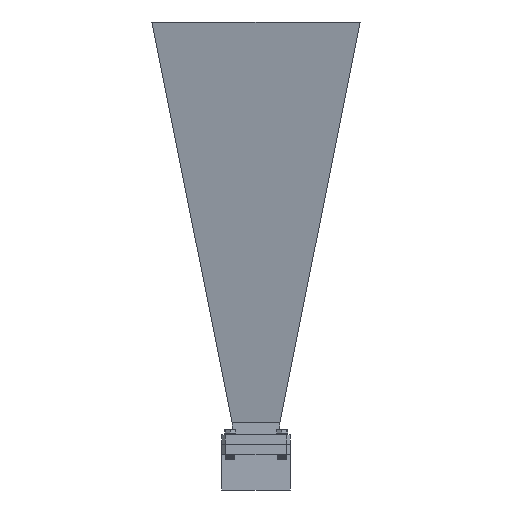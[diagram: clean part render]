
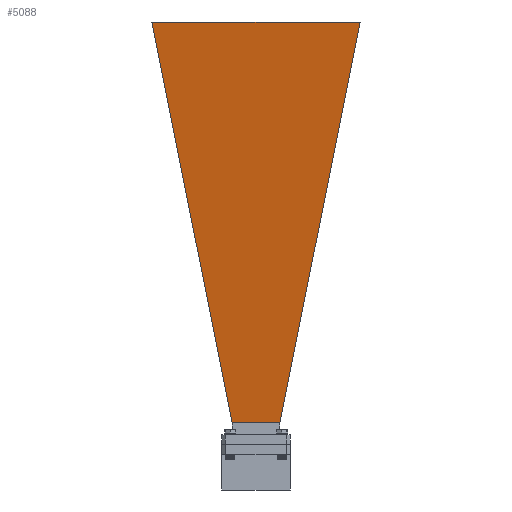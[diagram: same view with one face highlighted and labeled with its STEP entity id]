
A CAD part, front view. The second image highlights one B-rep face of the part: STEP entity #5088.
In plain terms, the highlighted face is planar.
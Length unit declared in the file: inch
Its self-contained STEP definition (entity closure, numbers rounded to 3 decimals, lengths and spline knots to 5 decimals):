
#1000 = DIRECTION ( 'NONE',  ( -0.159, 0., 0.987 ) ) ;
#1517 = VECTOR ( 'NONE', #9818, 39.37008 ) ;
#1565 = CARTESIAN_POINT ( 'NONE',  ( -0.33366, 0.58908, 1.9622 ) ) ;
#1914 = ORIENTED_EDGE ( 'NONE', *, *, #1929, .T. ) ;
#1929 = EDGE_CURVE ( 'NONE', #5829, #2695, #9649, .T. ) ;
#2303 = VECTOR ( 'NONE', #12675, 39.37008 ) ;
#2695 = VERTEX_POINT ( 'NONE', #10962 ) ;
#3122 = LINE ( 'NONE', #6627, #8264 ) ;
#3142 = PLANE ( 'NONE',  #8521 ) ;
#3190 = CARTESIAN_POINT ( 'NONE',  ( -1.93018, -2.5744, 11.86327 ) ) ;
#3625 = ORIENTED_EDGE ( 'NONE', *, *, #8831, .F. ) ;
#3655 = LINE ( 'NONE', #5968, #2303 ) ;
#3664 = EDGE_CURVE ( 'NONE', #5527, #7538, #3655, .T. ) ;
#4062 = CARTESIAN_POINT ( 'NONE',  ( -1.93018, -2.5744, 11.86327 ) ) ;
#4263 = FACE_OUTER_BOUND ( 'NONE', #13362, .T. ) ;
#5088 = ADVANCED_FACE ( 'NONE', ( #4263 ), #3142, .T. ) ;
#5527 = VERTEX_POINT ( 'NONE', #6481 ) ;
#5829 = VERTEX_POINT ( 'NONE', #1565 ) ;
#5968 = CARTESIAN_POINT ( 'NONE',  ( -1.93018, 0., 11.86327 ) ) ;
#6481 = CARTESIAN_POINT ( 'NONE',  ( -1.93018, 2.5744, 11.86327 ) ) ;
#6627 = CARTESIAN_POINT ( 'NONE',  ( -0.33366, 0.58908, 1.9622 ) ) ;
#7034 = VECTOR ( 'NONE', #9504, 39.37008 ) ;
#7538 = VERTEX_POINT ( 'NONE', #3190 ) ;
#7662 = DIRECTION ( 'NONE',  ( -0.156, 0.194, 0.968 ) ) ;
#7685 = DIRECTION ( 'NONE',  ( -0.987, 0., -0.159 ) ) ;
#8264 = VECTOR ( 'NONE', #7662, 39.37008 ) ;
#8521 = AXIS2_PLACEMENT_3D ( 'NONE', #11196, #7685, #1000 ) ;
#8831 = EDGE_CURVE ( 'NONE', #5829, #5527, #3122, .T. ) ;
#9504 = DIRECTION ( 'NONE',  ( 0., -1., 0. ) ) ;
#9649 = LINE ( 'NONE', #13109, #7034 ) ;
#9752 = LINE ( 'NONE', #4062, #1517 ) ;
#9818 = DIRECTION ( 'NONE',  ( 0.156, 0.194, -0.968 ) ) ;
#10962 = CARTESIAN_POINT ( 'NONE',  ( -0.33366, -0.58908, 1.9622 ) ) ;
#11196 = CARTESIAN_POINT ( 'NONE',  ( -1.13041, 0., 6.90335 ) ) ;
#11687 = ORIENTED_EDGE ( 'NONE', *, *, #11932, .F. ) ;
#11932 = EDGE_CURVE ( 'NONE', #7538, #2695, #9752, .T. ) ;
#12675 = DIRECTION ( 'NONE',  ( 0., -1., 0. ) ) ;
#13109 = CARTESIAN_POINT ( 'NONE',  ( -0.33366, 0., 1.9622 ) ) ;
#13362 = EDGE_LOOP ( 'NONE', ( #11687, #13780, #3625, #1914 ) ) ;
#13780 = ORIENTED_EDGE ( 'NONE', *, *, #3664, .F. ) ;
